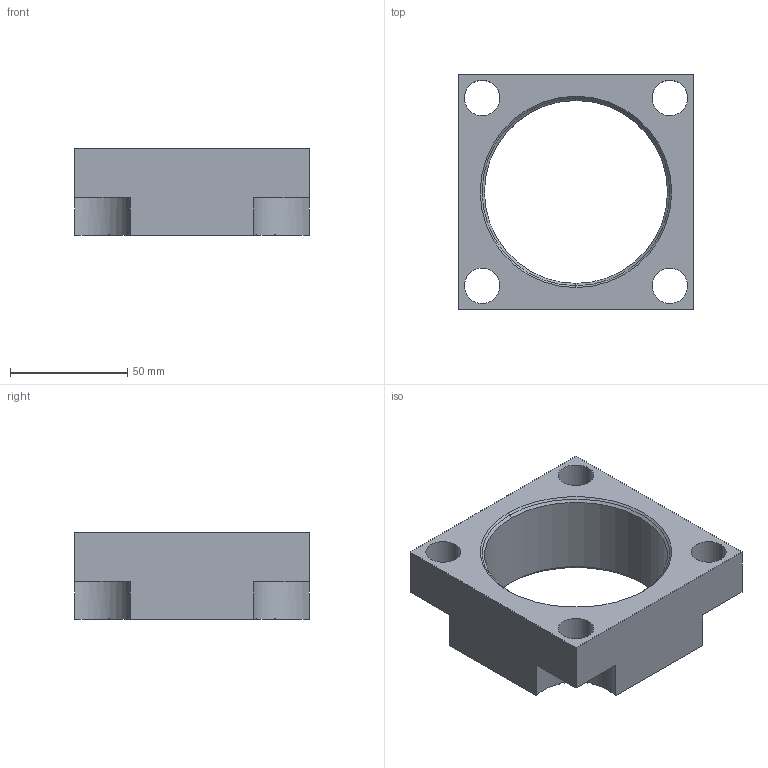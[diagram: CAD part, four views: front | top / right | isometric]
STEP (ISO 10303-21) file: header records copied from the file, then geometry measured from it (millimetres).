
FILE_DESCRIPTION((''),'2;1');
FILE_NAME('ILCM44018000','2007-11-13T',('KR'),(''),'PRO/ENGINEER BY PARAMETRIC TECHNOLOGY CORPORATION, 2005180','PRO/ENGINEER BY PARAMETRIC TECHNOLOGY CORPORATION, 2005180','');
FILE_SCHEMA(('AUTOMOTIVE_DESIGN_CC2 { 1 2 10303 214 -1 1 5 2 }'));
Length unit declared in the file: millimetre
Products named in the file (1): ILCM44018000
Bounding box: 100 x 100 x 36.98 mm (x, y, z)
Volume: 143826.9 mm3; surface area: 44920.9 mm2
Topology: 1 solids, 2 shells, 42 faces, 124 edges, 84 vertices
Faces by surface type: cylinder 16, plane 14, cone 12
Entity records: 2012 total; most frequent: CARTESIAN_POINT 319, DIRECTION 258, ORIENTED_EDGE 240, PRESENTATION_STYLE_ASSIGNMENT 126, STYLED_ITEM 126, CURVE_STYLE 124, EDGE_CURVE 124, AXIS2_PLACEMENT_3D 107
